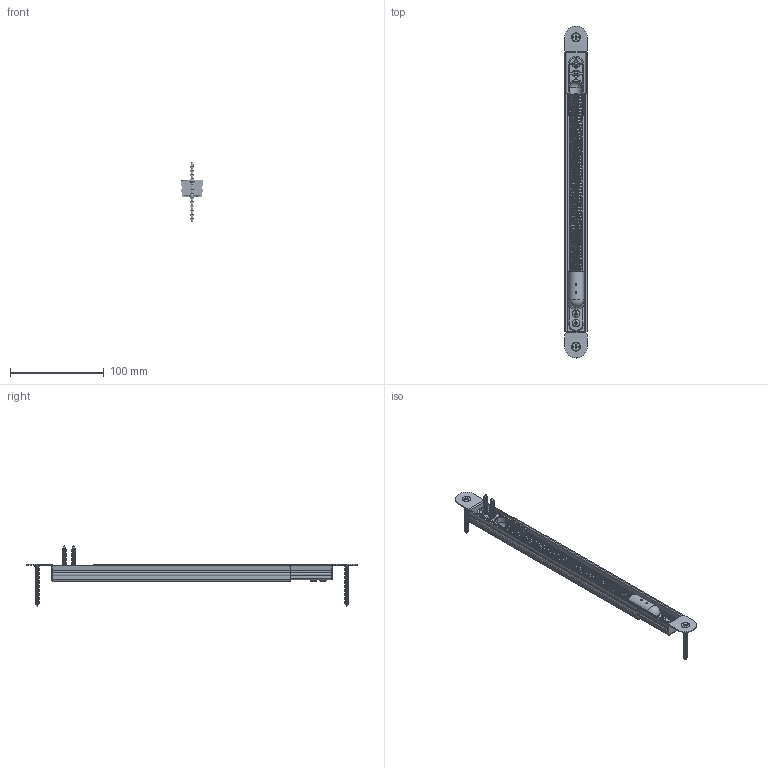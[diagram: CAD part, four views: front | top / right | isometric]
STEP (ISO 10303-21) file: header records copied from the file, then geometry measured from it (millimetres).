
FILE_DESCRIPTION (( 'STEP AP214' ), '1' );
FILE_NAME ('DLMC210.step', '2021-07-29T14:40:32', ( '' ), ( '' ), 'SwSTEP 2.0', 'SolidWorks 2020', '' );
FILE_SCHEMA (( 'AUTOMOTIVE_DESIGN' ));
Length unit declared in the file: millimetre
Products named in the file (17): ISO 4027 - M4 x 3-S-4; Tapping screw DIN 7982-ST4.2x25-C-H-S-1; Tapping screw DIN 7049-ST4.2x25-C-H-S-1; Tapping screw DIN 7049-ST4.2x25-C-H-S-2; ISO 4027 - M4 x 3-S-1; Tapping screw DIN 7982-ST4.2x45-C-H-S-1; ISO 4027 - M4 x 3-S-3; MP0186-ADJUSTABLE CASING OF MORTICE DL 1-1; ISO 7045 - M4 x 6 - Z --- 6S-2; ISO 4027 - M4 x 3-S-2; MP0395-SPIRAL DOOR LOOP DIAM 10 L210-1; Group1; Tapping screw DIN 7982-ST4.2x45-C-H-S-2; DLMC210; ISO 7045 - M4 x 6 - Z --- 6S-1; Tapping screw DIN 7982-ST4.2x25-C-H-S-2; PA0105-END CAP BAG-1
Assembly tree (16 placements, depth 2):
  DLMC210
    Group1
    MP0186-ADJUSTABLE CASING OF MORTICE DL 1-1
    ISO 7045 - M4 x 6 - Z --- 6S-1
    ISO 4027 - M4 x 3-S-1
    PA0105-END CAP BAG-1
    MP0395-SPIRAL DOOR LOOP DIAM 10 L210-1
    Tapping screw DIN 7982-ST4.2x25-C-H-S-1
    Tapping screw DIN 7982-ST4.2x45-C-H-S-1
    Tapping screw DIN 7982-ST4.2x45-C-H-S-2
    Tapping screw DIN 7049-ST4.2x25-C-H-S-1
    Tapping screw DIN 7049-ST4.2x25-C-H-S-2
    Tapping screw DIN 7982-ST4.2x25-C-H-S-2
    ISO 7045 - M4 x 6 - Z --- 6S-2
    ISO 4027 - M4 x 3-S-2
    ISO 4027 - M4 x 3-S-4
    ISO 4027 - M4 x 3-S-3
Bounding box: 24.03 x 354 x 65.1 mm (x, y, z)
Volume: 52314.5 mm3; surface area: 94257 mm2
Topology: 16 solids, 16 shells, 1559 faces, 3592 edges, 2044 vertices
Faces by surface type: cone 690, cylinder 386, plane 314, bspline 132, torus 23, sphere 14
Entity records: 82081 total; most frequent: CARTESIAN_POINT 45492, DIRECTION 7661, ORIENTED_EDGE 7120, EDGE_CURVE 3560, AXIS2_PLACEMENT_3D 2996, VERTEX_POINT 2040, LINE 1669, VECTOR 1669
